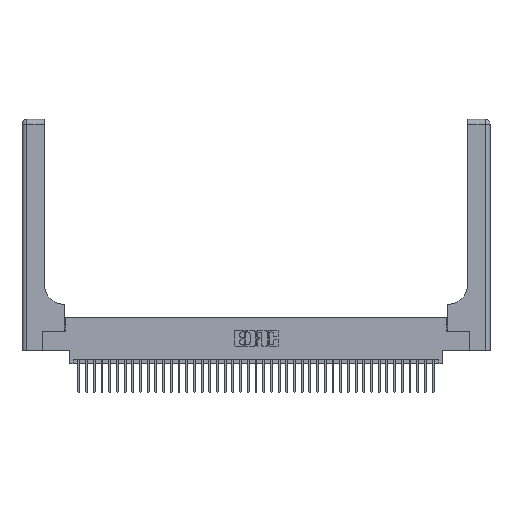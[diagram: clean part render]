
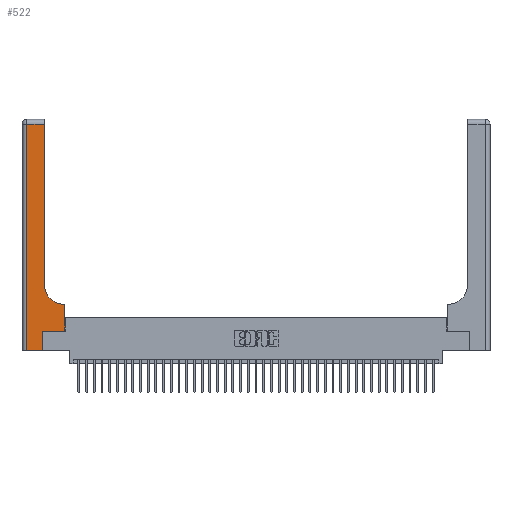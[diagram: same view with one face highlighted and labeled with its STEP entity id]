
A CAD part, top view. The second image highlights one B-rep face of the part: STEP entity #522.
In plain terms, the highlighted planar face has unit normal (0, 0, 1).
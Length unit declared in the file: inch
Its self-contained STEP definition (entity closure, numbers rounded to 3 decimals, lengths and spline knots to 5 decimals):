
#522 = ADVANCED_FACE ( 'NONE', ( #2747 ), #37399, .F. ) ;
#936 = VERTEX_POINT ( 'NONE', #12622 ) ;
#969 = VECTOR ( 'NONE', #26046, 39.37008 ) ;
#1852 = CARTESIAN_POINT ( 'NONE',  ( 0.2915, 0.6, 0.37 ) ) ;
#2126 = CARTESIAN_POINT ( 'NONE',  ( 0., 3., 0.37 ) ) ;
#2505 = VECTOR ( 'NONE', #9106, 39.37008 ) ;
#2747 = FACE_OUTER_BOUND ( 'NONE', #20252, .T. ) ;
#3528 = CARTESIAN_POINT ( 'NONE',  ( 0.269, 0.25, 0.37 ) ) ;
#3776 = EDGE_CURVE ( 'NONE', #9698, #36135, #8151, .T. ) ;
#3878 = ORIENTED_EDGE ( 'NONE', *, *, #14691, .T. ) ;
#4180 = EDGE_CURVE ( 'NONE', #23814, #31805, #26711, .T. ) ;
#4640 = VECTOR ( 'NONE', #8849, 39.37008 ) ;
#5267 = VECTOR ( 'NONE', #33384, 39.37008 ) ;
#6089 = CARTESIAN_POINT ( 'NONE',  ( 0.2915, 0.85, 0.37 ) ) ;
#7915 = DIRECTION ( 'NONE',  ( 0., 1., 0. ) ) ;
#8081 = LINE ( 'NONE', #15301, #4640 ) ;
#8151 = LINE ( 'NONE', #12235, #17687 ) ;
#8554 = CARTESIAN_POINT ( 'NONE',  ( 0.2915, 2.94, 0.37 ) ) ;
#8849 = DIRECTION ( 'NONE',  ( 0., -1., 0. ) ) ;
#8899 = LINE ( 'NONE', #28509, #32583 ) ;
#9106 = DIRECTION ( 'NONE',  ( -1., 0., 0. ) ) ;
#9634 = DIRECTION ( 'NONE',  ( 0., 0., -1. ) ) ;
#9698 = VERTEX_POINT ( 'NONE', #8554 ) ;
#10926 = VERTEX_POINT ( 'NONE', #3528 ) ;
#10962 = LINE ( 'NONE', #1852, #2505 ) ;
#10987 = VERTEX_POINT ( 'NONE', #24281 ) ;
#11294 = CARTESIAN_POINT ( 'NONE',  ( 0.269, 0.25, 0.37 ) ) ;
#11295 = LINE ( 'NONE', #11294, #5267 ) ;
#12235 = CARTESIAN_POINT ( 'NONE',  ( 0., 2.94, 0.37 ) ) ;
#12434 = DIRECTION ( 'NONE',  ( 1., 0., 0. ) ) ;
#12622 = CARTESIAN_POINT ( 'NONE',  ( 0.269, 0., 0.37 ) ) ;
#12630 = EDGE_CURVE ( 'NONE', #41081, #25450, #35885, .T. ) ;
#12695 = AXIS2_PLACEMENT_3D ( 'NONE', #15824, #9634, #12434 ) ;
#14235 = ORIENTED_EDGE ( 'NONE', *, *, #4180, .T. ) ;
#14691 = EDGE_CURVE ( 'NONE', #10987, #936, #36177, .T. ) ;
#15301 = CARTESIAN_POINT ( 'NONE',  ( 0.06, 3., 0.37 ) ) ;
#15663 = VECTOR ( 'NONE', #7915, 39.37008 ) ;
#15824 = CARTESIAN_POINT ( 'NONE',  ( 0.5415, 0.85, 0.37 ) ) ;
#16565 = CARTESIAN_POINT ( 'NONE',  ( 0.06, 2.94, 0.37 ) ) ;
#17042 = CARTESIAN_POINT ( 'NONE',  ( 0.5585, 0.6, 0.37 ) ) ;
#17687 = VECTOR ( 'NONE', #18545, 39.37008 ) ;
#18501 = ORIENTED_EDGE ( 'NONE', *, *, #21606, .T. ) ;
#18545 = DIRECTION ( 'NONE',  ( -1., 0., 0. ) ) ;
#19546 = VECTOR ( 'NONE', #29197, 39.37008 ) ;
#20252 = EDGE_LOOP ( 'NONE', ( #18501, #35518, #34335, #3878, #40452, #38701, #14235, #41292, #23057 ) ) ;
#21571 = DIRECTION ( 'NONE',  ( 0., 0., -1. ) ) ;
#21606 = EDGE_CURVE ( 'NONE', #25450, #9698, #32671, .T. ) ;
#21712 = CARTESIAN_POINT ( 'NONE',  ( 0.2915, 3., 0.37 ) ) ;
#22176 = EDGE_CURVE ( 'NONE', #31805, #41081, #10962, .T. ) ;
#23057 = ORIENTED_EDGE ( 'NONE', *, *, #12630, .T. ) ;
#23814 = VERTEX_POINT ( 'NONE', #27387 ) ;
#24281 = CARTESIAN_POINT ( 'NONE',  ( 0.06, 0., 0.37 ) ) ;
#25450 = VERTEX_POINT ( 'NONE', #6089 ) ;
#26046 = DIRECTION ( 'NONE',  ( 1., 0., 0. ) ) ;
#26711 = LINE ( 'NONE', #39783, #15663 ) ;
#27387 = CARTESIAN_POINT ( 'NONE',  ( 0.5585, 0.25, 0.37 ) ) ;
#27546 = EDGE_CURVE ( 'NONE', #10926, #23814, #11295, .T. ) ;
#28504 = EDGE_CURVE ( 'NONE', #36135, #10987, #8081, .T. ) ;
#28509 = CARTESIAN_POINT ( 'NONE',  ( 0.269, 0., 0.37 ) ) ;
#28537 = CARTESIAN_POINT ( 'NONE',  ( 0., 0., 0.37 ) ) ;
#28941 = CARTESIAN_POINT ( 'NONE',  ( 0.5415, 0.6, 0.37 ) ) ;
#29197 = DIRECTION ( 'NONE',  ( 0., 1., 0. ) ) ;
#30870 = EDGE_CURVE ( 'NONE', #936, #10926, #8899, .T. ) ;
#31169 = DIRECTION ( 'NONE',  ( -1., 0., 0. ) ) ;
#31805 = VERTEX_POINT ( 'NONE', #17042 ) ;
#32583 = VECTOR ( 'NONE', #34685, 39.37008 ) ;
#32671 = LINE ( 'NONE', #21712, #19546 ) ;
#33384 = DIRECTION ( 'NONE',  ( 1., 0., 0. ) ) ;
#34335 = ORIENTED_EDGE ( 'NONE', *, *, #28504, .T. ) ;
#34685 = DIRECTION ( 'NONE',  ( 0., 1., 0. ) ) ;
#35518 = ORIENTED_EDGE ( 'NONE', *, *, #3776, .T. ) ;
#35885 = CIRCLE ( 'NONE', #12695, 0.25 ) ;
#36135 = VERTEX_POINT ( 'NONE', #16565 ) ;
#36177 = LINE ( 'NONE', #28537, #969 ) ;
#37399 = PLANE ( 'NONE',  #40658 ) ;
#38701 = ORIENTED_EDGE ( 'NONE', *, *, #27546, .T. ) ;
#39783 = CARTESIAN_POINT ( 'NONE',  ( 0.5585, 0.25, 0.37 ) ) ;
#40452 = ORIENTED_EDGE ( 'NONE', *, *, #30870, .T. ) ;
#40658 = AXIS2_PLACEMENT_3D ( 'NONE', #2126, #21571, #31169 ) ;
#41081 = VERTEX_POINT ( 'NONE', #28941 ) ;
#41292 = ORIENTED_EDGE ( 'NONE', *, *, #22176, .T. ) ;
